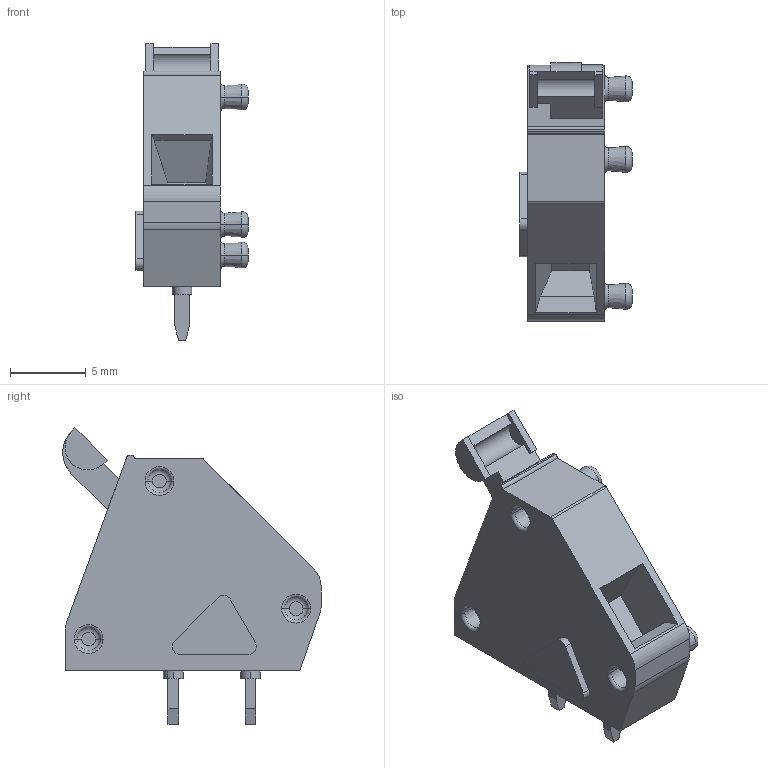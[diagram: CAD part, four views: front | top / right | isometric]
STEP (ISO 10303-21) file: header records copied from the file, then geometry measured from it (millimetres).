
FILE_DESCRIPTION(('Creo Elements/Direct Modeling STEP Export'),'2;1');
FILE_NAME('model.stp','2017-10-05T13:54:24',(''),(''),'Creo Elements/Direct Modeling STEP processor for AP214 (Solid Model)','Creo Elements/Direct Modeling 18.1I 14-Aug-2016 (C) Parametric Technology GmbH','');
FILE_SCHEMA(('AUTOMOTIVE_DESIGN { 1 0 10303 214 1 1 1 1 }'));
Length unit declared in the file: millimetre
Products named in the file (3): zfkds_1.5-w-5.08; Bohrloch; ZFKDS_1.5-w-5.08
Assembly tree (3 placements, depth 2):
  ZFKDS_1.5-w-5.08
    Bohrloch  x2
    zfkds_1.5-w-5.08
Bounding box: 7.38 x 16.99 x 19.5 mm (x, y, z)
Volume: 908.3 mm3; surface area: 834.8 mm2
Topology: 3 solids, 3 shells, 157 faces, 376 edges, 241 vertices
Faces by surface type: plane 82, cylinder 39, torus 24, cone 12
Entity records: 5630 total; most frequent: DIRECTION 768, ORIENTED_EDGE 740, CARTESIAN_POINT 733, EDGE_CURVE 370, AXIS2_PLACEMENT_3D 272, VERTEX_POINT 237, VECTOR 224, LINE 224
